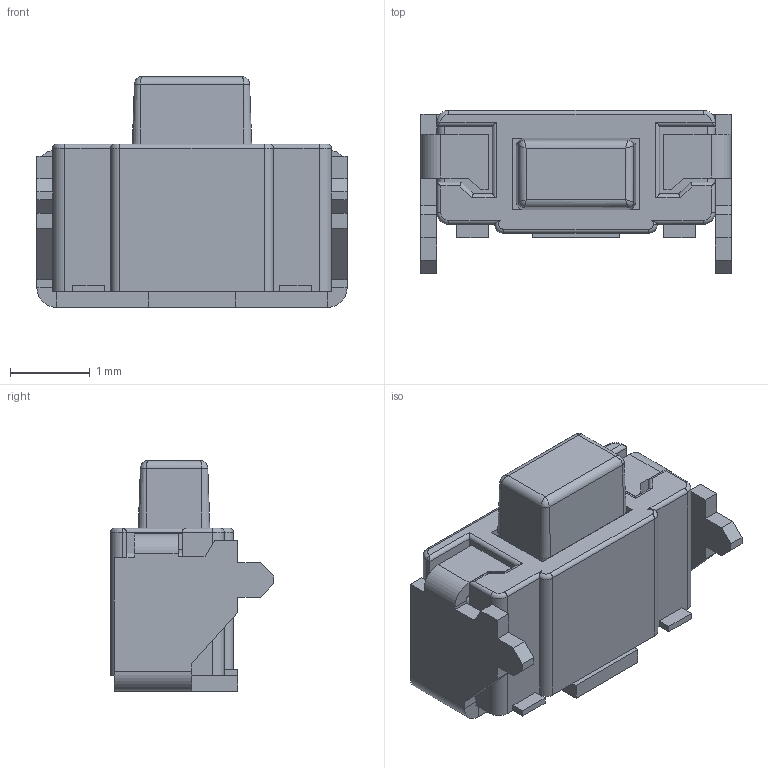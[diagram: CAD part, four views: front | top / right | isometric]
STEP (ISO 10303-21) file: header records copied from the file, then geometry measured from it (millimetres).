
FILE_DESCRIPTION (( 'STEP AP214' ), '1' );
FILE_NAME ('EVP-AKB11A.STEP', '2018-09-25T15:06:29', ( '' ), ( '' ), 'SwSTEP 2.0', 'SolidWorks 2017', '' );
FILE_SCHEMA (( 'AUTOMOTIVE_DESIGN' ));
Length unit declared in the file: millimetre
Products named in the file (1): EVP-AKB11A
Bounding box: 3.9 x 2.05 x 2.9 mm (x, y, z)
Volume: 12.3 mm3; surface area: 61.4 mm2
Topology: 5 solids, 5 shells, 202 faces, 498 edges, 303 vertices
Faces by surface type: plane 137, cylinder 50, torus 7, cone 4, bspline 4
Entity records: 6796 total; most frequent: CARTESIAN_POINT 2014, ORIENTED_EDGE 988, DIRECTION 940, EDGE_CURVE 494, VECTOR 394, LINE 394, VERTEX_POINT 303, AXIS2_PLACEMENT_3D 273
